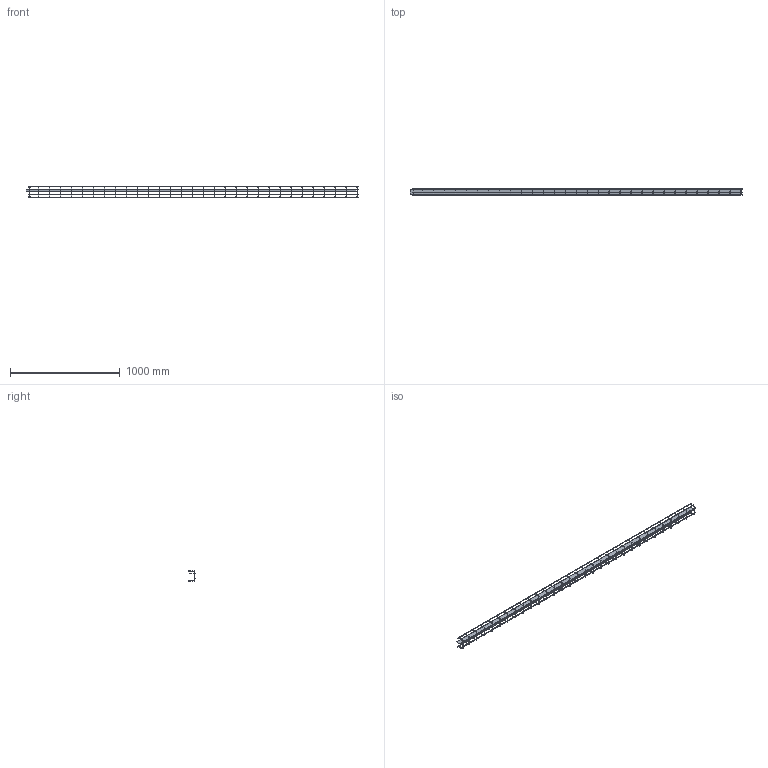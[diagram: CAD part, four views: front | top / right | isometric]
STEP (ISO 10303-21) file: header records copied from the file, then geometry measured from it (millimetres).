
FILE_DESCRIPTION (( 'STEP AP214' ), '1' );
FILE_NAME ('6006453.stp', '2016-07-14T07:54:19', ( '' ), ( '' ), 'SwSTEP 2.0', 'SolidWorks 2014', '' );
FILE_SCHEMA (( 'AUTOMOTIVE_DESIGN' ));
Length unit declared in the file: millimetre
Products named in the file (3): KTS 06.097-029_TSG L=3004; KTS 09.002-081_55x100; 6006453
Assembly tree (2 placements, depth 2):
  6006453
    KTS 09.002-081_55x100
    KTS 06.097-029_TSG L=3004
Bounding box: 3021.53 x 57.91 x 100 mm (x, y, z)
Volume: 442129.1 mm3; surface area: 630570.7 mm2
Topology: 2 solids, 2 shells, 422 faces, 1728 edges, 1064 vertices
Faces by surface type: cylinder 206, torus 128, plane 88
Entity records: 26458 total; most frequent: CARTESIAN_POINT 13039, ORIENTED_EDGE 3456, DIRECTION 2246, EDGE_CURVE 1728, VERTEX_POINT 1064, AXIS2_PLACEMENT_3D 849, B_SPLINE_CURVE_WITH_KNOTS 640, VECTOR 548
